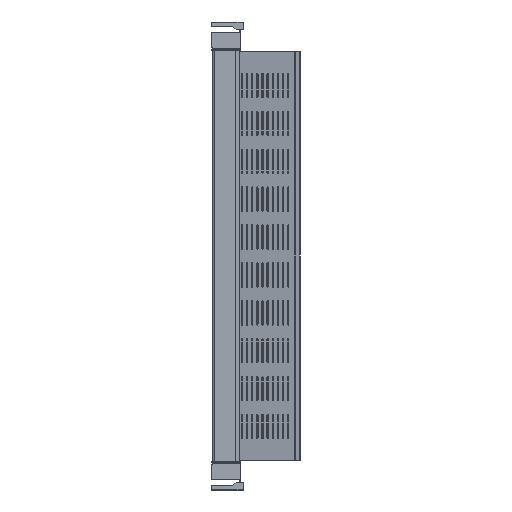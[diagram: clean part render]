
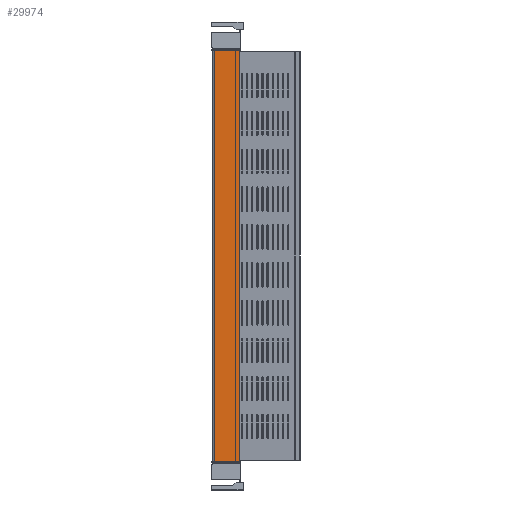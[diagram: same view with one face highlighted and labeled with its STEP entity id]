
A CAD part, left-side view. The second image highlights one B-rep face of the part: STEP entity #29974.
In plain terms, the highlighted planar face has unit normal (-1, 0, 0).
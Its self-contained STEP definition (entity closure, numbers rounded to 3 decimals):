
#810=PLANE('',#31714);
#1736=FACE_OUTER_BOUND('',#3274,.T.);
#3274=EDGE_LOOP('',(#21202,#21203,#21204,#21205));
#5463=LINE('',#43769,#8574);
#5630=LINE('',#44187,#8741);
#5657=LINE('',#44249,#8768);
#5658=LINE('',#44251,#8769);
#8574=VECTOR('',#34908,10.);
#8741=VECTOR('',#35319,10.);
#8768=VECTOR('',#35382,10.);
#8769=VECTOR('',#35385,10.);
#12956=VERTEX_POINT('',#43766);
#12957=VERTEX_POINT('',#43768);
#13084=VERTEX_POINT('',#44183);
#13086=VERTEX_POINT('',#44186);
#15992=EDGE_CURVE('',#12956,#12957,#5463,.T.);
#16199=EDGE_CURVE('',#13086,#13084,#5630,.T.);
#16231=EDGE_CURVE('',#12956,#13086,#5657,.T.);
#16232=EDGE_CURVE('',#12957,#13084,#5658,.T.);
#21202=ORIENTED_EDGE('',*,*,#16199,.T.);
#21203=ORIENTED_EDGE('',*,*,#16232,.F.);
#21204=ORIENTED_EDGE('',*,*,#15992,.F.);
#21205=ORIENTED_EDGE('',*,*,#16231,.T.);
#29974=ADVANCED_FACE('',(#1736),#810,.T.);
#31714=AXIS2_PLACEMENT_3D('',#44250,#35383,#35384);
#34908=DIRECTION('',(0.,1.,0.));
#35319=DIRECTION('',(0.,1.,0.));
#35382=DIRECTION('',(0.,0.,1.));
#35383=DIRECTION('center_axis',(-1.,0.,0.));
#35384=DIRECTION('ref_axis',(0.,-1.,0.));
#35385=DIRECTION('',(0.,0.,1.));
#43766=CARTESIAN_POINT('',(0.,0.,0.));
#43768=CARTESIAN_POINT('',(0.,46.,0.));
#43769=CARTESIAN_POINT('',(0.,0.,0.));
#44183=CARTESIAN_POINT('',(0.,46.,759.));
#44186=CARTESIAN_POINT('',(0.,0.,759.));
#44187=CARTESIAN_POINT('',(0.,35.088,759.));
#44249=CARTESIAN_POINT('',(0.,0.,300.));
#44250=CARTESIAN_POINT('Origin',(0.,46.,300.));
#44251=CARTESIAN_POINT('',(0.,46.,300.));
